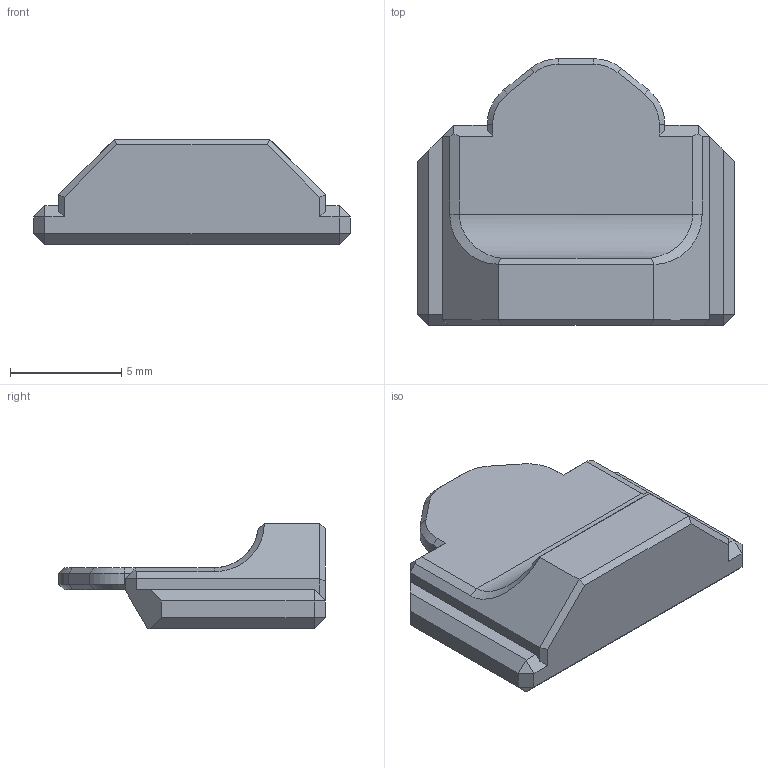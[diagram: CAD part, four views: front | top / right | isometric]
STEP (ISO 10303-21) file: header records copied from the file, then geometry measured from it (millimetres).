
FILE_DESCRIPTION(/* description */ ('Unknown'),/* implementation_level */ '2;1');
FILE_NAME(/* name */ 'seagull4A_GFXcameraStrapLug_base',/* time_stamp */ '2025-05-24T13:05:46-10:00',/* author */ ('Unknown'),/* organization */ ('Unknown'),/* preprocessor_version */ 'ST-DEVELOPER v18.1',/* originating_system */ 'Solid Edge',/* authorisation */ 'Unknown');
FILE_SCHEMA (('AUTOMOTIVE_DESIGN {1 0 10303 214 3 1 1}'));
Length unit declared in the file: millimetre
Products named in the file (1): seagull4A_GFXcameraStrapLug_base
Bounding box: 14.25 x 12 x 4.75 mm (x, y, z)
Volume: 388.6 mm3; surface area: 405.9 mm2
Topology: 1 solids, 1 shells, 71 faces, 167 edges, 98 vertices
Faces by surface type: plane 56, cone 8, cylinder 5, bspline 2
Entity records: 2041 total; most frequent: CARTESIAN_POINT 421, ORIENTED_EDGE 334, DIRECTION 311, EDGE_CURVE 167, LINE 139, VECTOR 139, VERTEX_POINT 98, AXIS2_PLACEMENT_3D 86
